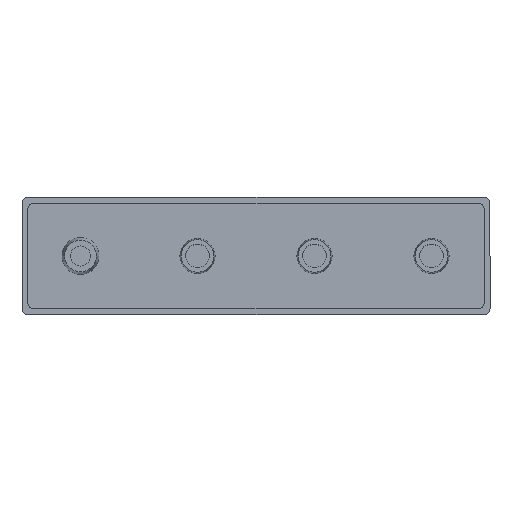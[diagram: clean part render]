
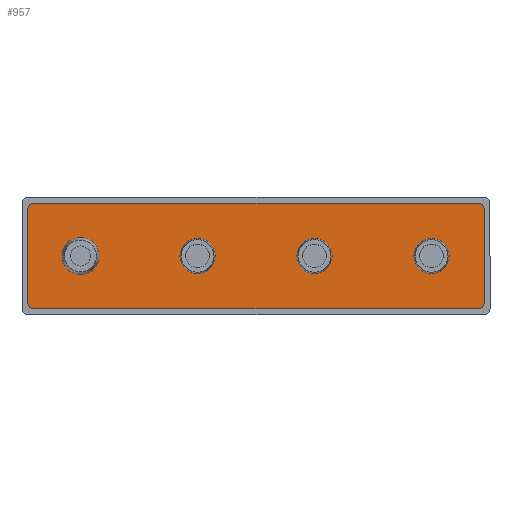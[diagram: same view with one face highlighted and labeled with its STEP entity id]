
A CAD part, top view. The second image highlights one B-rep face of the part: STEP entity #957.
In plain terms, the highlighted planar face has unit normal (0, 0, 1).
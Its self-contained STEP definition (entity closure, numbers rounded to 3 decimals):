
#29 = AXIS2_PLACEMENT_3D ( 'NONE', #405, #431, #357 ) ;
#118 = AXIS2_PLACEMENT_3D ( 'NONE', #878, #877, #876 ) ;
#119 = AXIS2_PLACEMENT_3D ( 'NONE', #883, #882, #881 ) ;
#120 = AXIS2_PLACEMENT_3D ( 'NONE', #891, #890, #888 ) ;
#121 = AXIS2_PLACEMENT_3D ( 'NONE', #894, #893, #892 ) ;
#122 = AXIS2_PLACEMENT_3D ( 'NONE', #898, #897, #896 ) ;
#123 = AXIS2_PLACEMENT_3D ( 'NONE', #901, #900, #899 ) ;
#124 = AXIS2_PLACEMENT_3D ( 'NONE', #463, #903, #902 ) ;
#125 = AXIS2_PLACEMENT_3D ( 'NONE', #347, #356, #331 ) ;
#126 = AXIS2_PLACEMENT_3D ( 'NONE', #400, #388, #408 ) ;
#131 = AXIS2_PLACEMENT_3D ( 'NONE', #615, #609, #606 ) ;
#141 = AXIS2_PLACEMENT_3D ( 'NONE', #808, #815, #803 ) ;
#145 = AXIS2_PLACEMENT_3D ( 'NONE', #835, #862, #861 ) ;
#148 = EDGE_CURVE ( 'NONE', #1309, #1336, #1713, .T. ) ;
#157 = EDGE_CURVE ( 'NONE', #1317, #1349, #1293, .T. ) ;
#181 = EDGE_CURVE ( 'NONE', #1345, #1380, #1252, .T. ) ;
#192 = EDGE_CURVE ( 'NONE', #1375, #1369, #1235, .T. ) ;
#195 = EDGE_CURVE ( 'NONE', #1324, #1370, #1237, .T. ) ;
#196 = EDGE_CURVE ( 'NONE', #1370, #1382, #1232, .T. ) ;
#197 = EDGE_CURVE ( 'NONE', #1382, #1358, #1228, .T. ) ;
#198 = EDGE_CURVE ( 'NONE', #1358, #1356, #1227, .T. ) ;
#199 = EDGE_CURVE ( 'NONE', #1356, #1342, #1225, .T. ) ;
#200 = EDGE_CURVE ( 'NONE', #1342, #1339, #1224, .T. ) ;
#201 = EDGE_CURVE ( 'NONE', #1339, #1353, #1222, .T. ) ;
#202 = EDGE_CURVE ( 'NONE', #1353, #1324, #1221, .T. ) ;
#203 = EDGE_CURVE ( 'NONE', #1369, #1375, #1219, .T. ) ;
#204 = EDGE_CURVE ( 'NONE', #1380, #1345, #1218, .T. ) ;
#205 = EDGE_CURVE ( 'NONE', #1336, #1309, #1217, .T. ) ;
#206 = EDGE_CURVE ( 'NONE', #1349, #1317, #1216, .T. ) ;
#278 = CARTESIAN_POINT ( 'NONE',  ( 112.628, -16.096, 3. ) ) ;
#308 = CARTESIAN_POINT ( 'NONE',  ( -31.679, -0.096, 3. ) ) ;
#314 = CARTESIAN_POINT ( 'NONE',  ( 100.628, -0.096, 3. ) ) ;
#322 = CARTESIAN_POINT ( 'NONE',  ( 110.628, -18.096, 3. ) ) ;
#323 = CARTESIAN_POINT ( 'NONE',  ( 88.628, -0.096, 3. ) ) ;
#331 = DIRECTION ( 'NONE',  ( 1., 0., 0. ) ) ;
#334 = DIRECTION ( 'NONE',  ( -1., 0., 0. ) ) ;
#337 = CARTESIAN_POINT ( 'NONE',  ( 112.628, 15.904, 3. ) ) ;
#339 = CARTESIAN_POINT ( 'NONE',  ( 110.628, 17.904, 3. ) ) ;
#343 = CARTESIAN_POINT ( 'NONE',  ( -43.372, -16.096, 3. ) ) ;
#347 = CARTESIAN_POINT ( 'NONE',  ( 110.628, -16.096, 3. ) ) ;
#349 = CARTESIAN_POINT ( 'NONE',  ( 8.628, -0.096, 3. ) ) ;
#350 = CARTESIAN_POINT ( 'NONE',  ( -43.372, 17.904, 3. ) ) ;
#354 = CARTESIAN_POINT ( 'NONE',  ( -19.066, -0.096, 3. ) ) ;
#356 = DIRECTION ( 'NONE',  ( 0., 0., 1. ) ) ;
#357 = DIRECTION ( 'NONE',  ( 1., 0., 0. ) ) ;
#359 = CARTESIAN_POINT ( 'NONE',  ( -41.372, 17.904, 3. ) ) ;
#360 = DIRECTION ( 'NONE',  ( 1., 0., 0. ) ) ;
#363 = CARTESIAN_POINT ( 'NONE',  ( -43.372, 15.904, 3. ) ) ;
#366 = CARTESIAN_POINT ( 'NONE',  ( 48.628, -0.096, 3. ) ) ;
#378 = PLANE ( 'NONE',  #29 ) ;
#381 = CARTESIAN_POINT ( 'NONE',  ( -41.372, -18.096, 3. ) ) ;
#384 = DIRECTION ( 'NONE',  ( 0., 1., 0. ) ) ;
#388 = DIRECTION ( 'NONE',  ( 0., 0., 1. ) ) ;
#392 = CARTESIAN_POINT ( 'NONE',  ( 20.628, -0.096, 3. ) ) ;
#397 = CARTESIAN_POINT ( 'NONE',  ( 60.628, -0.096, 3. ) ) ;
#400 = CARTESIAN_POINT ( 'NONE',  ( 94.628, -0.096, 3. ) ) ;
#405 = CARTESIAN_POINT ( 'NONE',  ( -43.372, -18.096, 3. ) ) ;
#408 = DIRECTION ( 'NONE',  ( 1., 0., 0. ) ) ;
#425 = CARTESIAN_POINT ( 'NONE',  ( 112.628, 17.904, 3. ) ) ;
#431 = DIRECTION ( 'NONE',  ( 0., 0., 1. ) ) ;
#447 = CARTESIAN_POINT ( 'NONE',  ( -43.372, -18.096, 3. ) ) ;
#463 = CARTESIAN_POINT ( 'NONE',  ( 110.628, 15.904, 3. ) ) ;
#606 = DIRECTION ( 'NONE',  ( 1., 0., 0. ) ) ;
#609 = DIRECTION ( 'NONE',  ( 0., 0., 1. ) ) ;
#615 = CARTESIAN_POINT ( 'NONE',  ( -25.372, -0.096, 3. ) ) ;
#803 = DIRECTION ( 'NONE',  ( 1., 0., 0. ) ) ;
#808 = CARTESIAN_POINT ( 'NONE',  ( 14.628, -0.096, 3. ) ) ;
#815 = DIRECTION ( 'NONE',  ( 0., 0., 1. ) ) ;
#835 = CARTESIAN_POINT ( 'NONE',  ( 54.628, -0.096, 3. ) ) ;
#861 = DIRECTION ( 'NONE',  ( 1., 0., 0. ) ) ;
#862 = DIRECTION ( 'NONE',  ( 0., 0., 1. ) ) ;
#876 = DIRECTION ( 'NONE',  ( 1., 0., 0. ) ) ;
#877 = DIRECTION ( 'NONE',  ( 0., 0., 1. ) ) ;
#878 = CARTESIAN_POINT ( 'NONE',  ( 14.628, -0.096, 3. ) ) ;
#881 = DIRECTION ( 'NONE',  ( 1., 0., 0. ) ) ;
#882 = DIRECTION ( 'NONE',  ( 0., 0., 1. ) ) ;
#883 = CARTESIAN_POINT ( 'NONE',  ( 54.628, -0.096, 3. ) ) ;
#888 = DIRECTION ( 'NONE',  ( 1., 0., 0. ) ) ;
#889 = CARTESIAN_POINT ( 'NONE',  ( -43.372, 17.904, 3. ) ) ;
#890 = DIRECTION ( 'NONE',  ( 0., 0., 1. ) ) ;
#891 = CARTESIAN_POINT ( 'NONE',  ( -25.372, -0.096, 3. ) ) ;
#892 = DIRECTION ( 'NONE',  ( 1., 0., 0. ) ) ;
#893 = DIRECTION ( 'NONE',  ( 0., 0., 1. ) ) ;
#894 = CARTESIAN_POINT ( 'NONE',  ( 94.628, -0.096, 3. ) ) ;
#896 = DIRECTION ( 'NONE',  ( 1., 0., 0. ) ) ;
#897 = DIRECTION ( 'NONE',  ( 0., 0., 1. ) ) ;
#898 = CARTESIAN_POINT ( 'NONE',  ( -41.372, -16.096, 3. ) ) ;
#899 = DIRECTION ( 'NONE',  ( 1., 0., 0. ) ) ;
#900 = DIRECTION ( 'NONE',  ( 0., 0., 1. ) ) ;
#901 = CARTESIAN_POINT ( 'NONE',  ( -41.372, 15.904, 3. ) ) ;
#902 = DIRECTION ( 'NONE',  ( 1., 0., 0. ) ) ;
#903 = DIRECTION ( 'NONE',  ( 0., 0., 1. ) ) ;
#904 = DIRECTION ( 'NONE',  ( 0., -1., 0. ) ) ;
#957 = ADVANCED_FACE ( 'NONE', ( #1028, #1022, #1024, #1023, #1026 ), #378, .T. ) ;
#1022 = FACE_BOUND ( 'NONE', #1451, .T. ) ;
#1023 = FACE_BOUND ( 'NONE', #1455, .T. ) ;
#1024 = FACE_BOUND ( 'NONE', #1445, .T. ) ;
#1026 = FACE_BOUND ( 'NONE', #1456, .T. ) ;
#1028 = FACE_OUTER_BOUND ( 'NONE', #1468, .T. ) ;
#1216 = CIRCLE ( 'NONE', #118, 6. ) ;
#1217 = CIRCLE ( 'NONE', #119, 6. ) ;
#1218 = CIRCLE ( 'NONE', #120, 6.307 ) ;
#1219 = CIRCLE ( 'NONE', #121, 6. ) ;
#1220 = VECTOR ( 'NONE', #904, 1000. ) ;
#1221 = CIRCLE ( 'NONE', #122, 2. ) ;
#1222 = LINE ( 'NONE', #889, #1220 ) ;
#1223 = VECTOR ( 'NONE', #334, 1000. ) ;
#1224 = CIRCLE ( 'NONE', #123, 2. ) ;
#1225 = LINE ( 'NONE', #350, #1223 ) ;
#1226 = VECTOR ( 'NONE', #384, 1000. ) ;
#1227 = CIRCLE ( 'NONE', #124, 2. ) ;
#1228 = LINE ( 'NONE', #425, #1226 ) ;
#1229 = VECTOR ( 'NONE', #360, 1000. ) ;
#1232 = CIRCLE ( 'NONE', #125, 2. ) ;
#1235 = CIRCLE ( 'NONE', #126, 6. ) ;
#1237 = LINE ( 'NONE', #447, #1229 ) ;
#1252 = CIRCLE ( 'NONE', #131, 6.307 ) ;
#1293 = CIRCLE ( 'NONE', #141, 6. ) ;
#1309 = VERTEX_POINT ( 'NONE', #397 ) ;
#1317 = VERTEX_POINT ( 'NONE', #392 ) ;
#1324 = VERTEX_POINT ( 'NONE', #381 ) ;
#1336 = VERTEX_POINT ( 'NONE', #366 ) ;
#1339 = VERTEX_POINT ( 'NONE', #363 ) ;
#1342 = VERTEX_POINT ( 'NONE', #359 ) ;
#1345 = VERTEX_POINT ( 'NONE', #354 ) ;
#1349 = VERTEX_POINT ( 'NONE', #349 ) ;
#1353 = VERTEX_POINT ( 'NONE', #343 ) ;
#1356 = VERTEX_POINT ( 'NONE', #339 ) ;
#1358 = VERTEX_POINT ( 'NONE', #337 ) ;
#1369 = VERTEX_POINT ( 'NONE', #323 ) ;
#1370 = VERTEX_POINT ( 'NONE', #322 ) ;
#1375 = VERTEX_POINT ( 'NONE', #314 ) ;
#1380 = VERTEX_POINT ( 'NONE', #308 ) ;
#1382 = VERTEX_POINT ( 'NONE', #278 ) ;
#1445 = EDGE_LOOP ( 'NONE', ( #1572, #1573 ) ) ;
#1451 = EDGE_LOOP ( 'NONE', ( #1570, #1571 ) ) ;
#1455 = EDGE_LOOP ( 'NONE', ( #1574, #1575 ) ) ;
#1456 = EDGE_LOOP ( 'NONE', ( #1576, #1577 ) ) ;
#1468 = EDGE_LOOP ( 'NONE', ( #1562, #1563, #1564, #1565, #1566, #1567, #1568, #1569 ) ) ;
#1562 = ORIENTED_EDGE ( 'NONE', *, *, #195, .T. ) ;
#1563 = ORIENTED_EDGE ( 'NONE', *, *, #196, .T. ) ;
#1564 = ORIENTED_EDGE ( 'NONE', *, *, #197, .T. ) ;
#1565 = ORIENTED_EDGE ( 'NONE', *, *, #198, .T. ) ;
#1566 = ORIENTED_EDGE ( 'NONE', *, *, #199, .T. ) ;
#1567 = ORIENTED_EDGE ( 'NONE', *, *, #200, .T. ) ;
#1568 = ORIENTED_EDGE ( 'NONE', *, *, #201, .T. ) ;
#1569 = ORIENTED_EDGE ( 'NONE', *, *, #202, .T. ) ;
#1570 = ORIENTED_EDGE ( 'NONE', *, *, #203, .F. ) ;
#1571 = ORIENTED_EDGE ( 'NONE', *, *, #192, .F. ) ;
#1572 = ORIENTED_EDGE ( 'NONE', *, *, #204, .F. ) ;
#1573 = ORIENTED_EDGE ( 'NONE', *, *, #181, .F. ) ;
#1574 = ORIENTED_EDGE ( 'NONE', *, *, #205, .F. ) ;
#1575 = ORIENTED_EDGE ( 'NONE', *, *, #148, .F. ) ;
#1576 = ORIENTED_EDGE ( 'NONE', *, *, #206, .F. ) ;
#1577 = ORIENTED_EDGE ( 'NONE', *, *, #157, .F. ) ;
#1713 = CIRCLE ( 'NONE', #145, 6. ) ;
